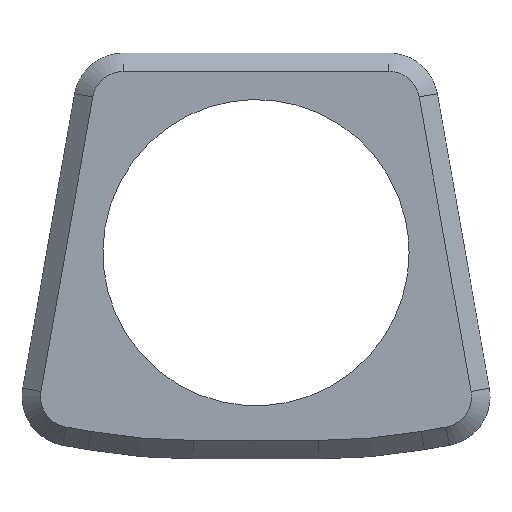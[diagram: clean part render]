
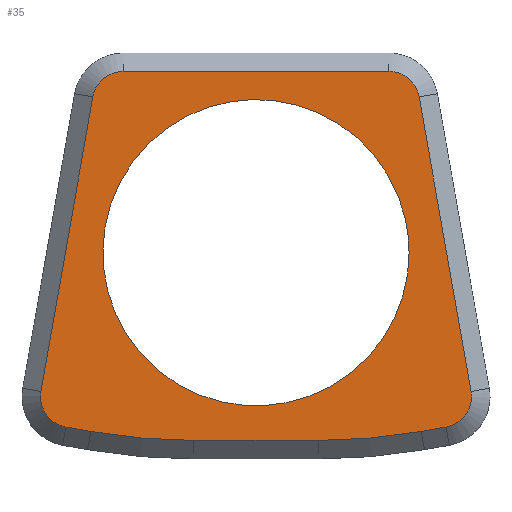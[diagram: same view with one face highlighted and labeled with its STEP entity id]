
A CAD part, top view. The second image highlights one B-rep face of the part: STEP entity #35.
In plain terms, the highlighted planar face has unit normal (0, 0, 1).
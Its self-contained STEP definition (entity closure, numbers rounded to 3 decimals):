
#24=FACE_BOUND('',#146,.T.);
#35=ADVANCED_FACE('',(#90,#24),#829,.T.);
#90=FACE_OUTER_BOUND('',#145,.T.);
#145=EDGE_LOOP('',(#221,#222,#223,#224,#225,#226,#227,#228,#229,#230,#231,
#232));
#146=EDGE_LOOP('',(#233));
#221=ORIENTED_EDGE('',*,*,#493,.T.);
#222=ORIENTED_EDGE('',*,*,#492,.T.);
#223=ORIENTED_EDGE('',*,*,#522,.T.);
#224=ORIENTED_EDGE('',*,*,#520,.T.);
#225=ORIENTED_EDGE('',*,*,#513,.T.);
#226=ORIENTED_EDGE('',*,*,#486,.T.);
#227=ORIENTED_EDGE('',*,*,#517,.T.);
#228=ORIENTED_EDGE('',*,*,#487,.T.);
#229=ORIENTED_EDGE('',*,*,#489,.T.);
#230=ORIENTED_EDGE('',*,*,#488,.T.);
#231=ORIENTED_EDGE('',*,*,#491,.T.);
#232=ORIENTED_EDGE('',*,*,#490,.T.);
#233=ORIENTED_EDGE('',*,*,#472,.T.);
#472=EDGE_CURVE('',#742,#742,#718,.T.);
#486=EDGE_CURVE('',#760,#763,#611,.T.);
#487=EDGE_CURVE('',#761,#762,#612,.T.);
#488=EDGE_CURVE('',#764,#758,#613,.T.);
#489=EDGE_CURVE('',#762,#764,#727,.T.);
#490=EDGE_CURVE('',#759,#753,#614,.T.);
#491=EDGE_CURVE('',#758,#759,#728,.T.);
#492=EDGE_CURVE('',#754,#757,#615,.T.);
#493=EDGE_CURVE('',#753,#754,#729,.T.);
#513=EDGE_CURVE('',#756,#760,#734,.T.);
#517=EDGE_CURVE('',#763,#761,#735,.T.);
#520=EDGE_CURVE('',#755,#756,#636,.T.);
#522=EDGE_CURVE('',#757,#755,#736,.T.);
#611=B_SPLINE_CURVE_WITH_KNOTS('',1,(#1269,#1270),.UNSPECIFIED.,.F.,.F.,
(2,2),(0.,10.084),.UNSPECIFIED.);
#612=B_SPLINE_CURVE_WITH_KNOTS('',1,(#1271,#1272),.UNSPECIFIED.,.F.,.F.,
(2,2),(0.,2.054),.UNSPECIFIED.);
#613=B_SPLINE_CURVE_WITH_KNOTS('',1,(#1273,#1274),.UNSPECIFIED.,.F.,.F.,
(2,2),(0.,24.292),.UNSPECIFIED.);
#614=B_SPLINE_CURVE_WITH_KNOTS('',1,(#1278,#1279),.UNSPECIFIED.,.F.,.F.,
(2,2),(0.,21.582),.UNSPECIFIED.);
#615=B_SPLINE_CURVE_WITH_KNOTS('',1,(#1283,#1284),.UNSPECIFIED.,.F.,.F.,
(2,2),(0.,24.292),.UNSPECIFIED.);
#636=B_SPLINE_CURVE_WITH_KNOTS('',1,(#1349,#1350),.UNSPECIFIED.,.F.,.F.,
(2,2),(0.,2.054),.UNSPECIFIED.);
#718=(
BOUNDED_CURVE()
B_SPLINE_CURVE(2,(#1228,#1229,#1230,#1231,#1232,#1233,#1234,#1235,#1236),
 .UNSPECIFIED.,.T.,.F.)
B_SPLINE_CURVE_WITH_KNOTS((3,2,2,2,3),(-6.283,-4.712,
-3.142,-1.571,0.),.UNSPECIFIED.)
CURVE()
GEOMETRIC_REPRESENTATION_ITEM()
RATIONAL_B_SPLINE_CURVE((1.,0.707,1.,0.707,1.,0.707,
1.,0.707,1.))
REPRESENTATION_ITEM('')
);
#727=(
BOUNDED_CURVE()
B_SPLINE_CURVE(2,(#1275,#1276,#1277),.UNSPECIFIED.,.F.,.F.)
B_SPLINE_CURVE_WITH_KNOTS((3,3),(0.,3.927),
 .UNSPECIFIED.)
CURVE()
GEOMETRIC_REPRESENTATION_ITEM()
RATIONAL_B_SPLINE_CURVE((1.,0.707,1.))
REPRESENTATION_ITEM('')
);
#728=(
BOUNDED_CURVE()
B_SPLINE_CURVE(2,(#1280,#1281,#1282),.UNSPECIFIED.,.F.,.F.)
B_SPLINE_CURVE_WITH_KNOTS((3,3),(0.,3.491),
 .UNSPECIFIED.)
CURVE()
GEOMETRIC_REPRESENTATION_ITEM()
RATIONAL_B_SPLINE_CURVE((1.,0.766,1.))
REPRESENTATION_ITEM('')
);
#729=(
BOUNDED_CURVE()
B_SPLINE_CURVE(2,(#1285,#1286,#1287),.UNSPECIFIED.,.F.,.F.)
B_SPLINE_CURVE_WITH_KNOTS((3,3),(0.,3.491),
 .UNSPECIFIED.)
CURVE()
GEOMETRIC_REPRESENTATION_ITEM()
RATIONAL_B_SPLINE_CURVE((1.,0.766,1.))
REPRESENTATION_ITEM('')
);
#734=(
BOUNDED_CURVE()
B_SPLINE_CURVE(2,(#1333,#1334,#1335),.UNSPECIFIED.,.F.,.F.)
B_SPLINE_CURVE_WITH_KNOTS((3,3),(0.,8.421),
 .UNSPECIFIED.)
CURVE()
GEOMETRIC_REPRESENTATION_ITEM()
RATIONAL_B_SPLINE_CURVE((1.,0.996,1.))
REPRESENTATION_ITEM('')
);
#735=(
BOUNDED_CURVE()
B_SPLINE_CURVE(2,(#1342,#1343,#1344),.UNSPECIFIED.,.F.,.F.)
B_SPLINE_CURVE_WITH_KNOTS((3,3),(0.,8.421),.UNSPECIFIED.)
CURVE()
GEOMETRIC_REPRESENTATION_ITEM()
RATIONAL_B_SPLINE_CURVE((1.,0.996,1.))
REPRESENTATION_ITEM('')
);
#736=(
BOUNDED_CURVE()
B_SPLINE_CURVE(2,(#1353,#1354,#1355),.UNSPECIFIED.,.F.,.F.)
B_SPLINE_CURVE_WITH_KNOTS((3,3),(0.,3.927),
 .UNSPECIFIED.)
CURVE()
GEOMETRIC_REPRESENTATION_ITEM()
RATIONAL_B_SPLINE_CURVE((1.,0.707,1.))
REPRESENTATION_ITEM('')
);
#742=VERTEX_POINT('',#1134);
#753=VERTEX_POINT('',#1145);
#754=VERTEX_POINT('',#1146);
#755=VERTEX_POINT('',#1147);
#756=VERTEX_POINT('',#1148);
#757=VERTEX_POINT('',#1149);
#758=VERTEX_POINT('',#1150);
#759=VERTEX_POINT('',#1151);
#760=VERTEX_POINT('',#1152);
#761=VERTEX_POINT('',#1153);
#762=VERTEX_POINT('',#1154);
#763=VERTEX_POINT('',#1155);
#764=VERTEX_POINT('',#1156);
#829=PLANE('',#906);
#906=AXIS2_PLACEMENT_3D('',#1053,#957,$);
#957=DIRECTION('',(0.,0.,1.));
#1053=CARTESIAN_POINT('',(-20.036,-17.08,25.635));
#1134=CARTESIAN_POINT('',(12.437,0.,25.635));
#1145=CARTESIAN_POINT('',(-10.791,14.725,25.635));
#1146=CARTESIAN_POINT('',(-13.253,12.659,25.635));
#1147=CARTESIAN_POINT('',(-15.444,-14.16,25.635));
#1148=CARTESIAN_POINT('',(-13.42,-14.517,25.635));
#1149=CARTESIAN_POINT('',(-17.471,-11.264,25.635));
#1150=CARTESIAN_POINT('',(13.253,12.659,25.635));
#1151=CARTESIAN_POINT('',(10.791,14.725,25.635));
#1152=CARTESIAN_POINT('',(-5.042,-15.25,25.635));
#1153=CARTESIAN_POINT('',(13.42,-14.517,25.635));
#1154=CARTESIAN_POINT('',(15.444,-14.16,25.635));
#1155=CARTESIAN_POINT('',(5.042,-15.25,25.635));
#1156=CARTESIAN_POINT('',(17.471,-11.264,25.635));
#1228=CARTESIAN_POINT('',(12.437,0.,25.635));
#1229=CARTESIAN_POINT('',(12.437,-12.437,25.635));
#1230=CARTESIAN_POINT('',(0.,-12.437,25.635));
#1231=CARTESIAN_POINT('',(-12.437,-12.437,25.635));
#1232=CARTESIAN_POINT('',(-12.437,0.,25.635));
#1233=CARTESIAN_POINT('',(-12.437,12.437,25.635));
#1234=CARTESIAN_POINT('',(0.,12.437,25.635));
#1235=CARTESIAN_POINT('',(12.437,12.437,25.635));
#1236=CARTESIAN_POINT('',(12.437,0.,25.635));
#1269=CARTESIAN_POINT('',(-5.042,-15.25,25.635));
#1270=CARTESIAN_POINT('',(5.042,-15.25,25.635));
#1271=CARTESIAN_POINT('',(13.42,-14.517,25.635));
#1272=CARTESIAN_POINT('',(15.444,-14.16,25.635));
#1273=CARTESIAN_POINT('',(17.471,-11.264,25.635));
#1274=CARTESIAN_POINT('',(13.253,12.659,25.635));
#1275=CARTESIAN_POINT('',(15.444,-14.16,25.635));
#1276=CARTESIAN_POINT('',(17.906,-13.726,25.635));
#1277=CARTESIAN_POINT('',(17.471,-11.264,25.635));
#1278=CARTESIAN_POINT('',(10.791,14.725,25.635));
#1279=CARTESIAN_POINT('',(-10.791,14.725,25.635));
#1280=CARTESIAN_POINT('',(13.253,12.659,25.635));
#1281=CARTESIAN_POINT('',(12.889,14.725,25.635));
#1282=CARTESIAN_POINT('',(10.791,14.725,25.635));
#1283=CARTESIAN_POINT('',(-13.253,12.659,25.635));
#1284=CARTESIAN_POINT('',(-17.471,-11.264,25.635));
#1285=CARTESIAN_POINT('',(-10.791,14.725,25.635));
#1286=CARTESIAN_POINT('',(-12.889,14.725,25.635));
#1287=CARTESIAN_POINT('',(-13.253,12.659,25.635));
#1333=CARTESIAN_POINT('',(-13.42,-14.517,25.635));
#1334=CARTESIAN_POINT('',(-9.263,-15.25,25.635));
#1335=CARTESIAN_POINT('',(-5.042,-15.25,25.635));
#1342=CARTESIAN_POINT('',(5.042,-15.25,25.635));
#1343=CARTESIAN_POINT('',(9.263,-15.25,25.635));
#1344=CARTESIAN_POINT('',(13.42,-14.517,25.635));
#1349=CARTESIAN_POINT('',(-15.444,-14.16,25.635));
#1350=CARTESIAN_POINT('',(-13.42,-14.517,25.635));
#1353=CARTESIAN_POINT('',(-17.471,-11.264,25.635));
#1354=CARTESIAN_POINT('',(-17.906,-13.726,25.635));
#1355=CARTESIAN_POINT('',(-15.444,-14.16,25.635));
